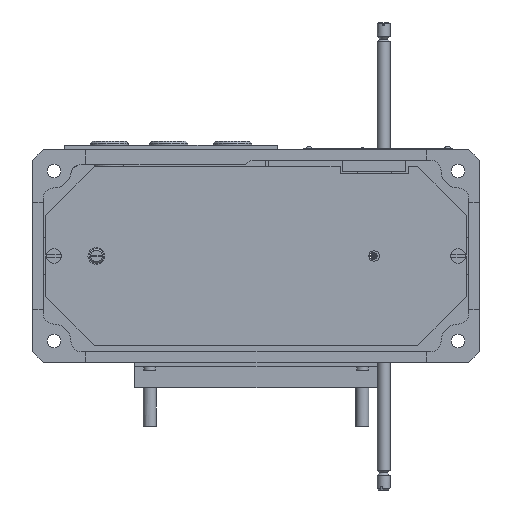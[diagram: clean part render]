
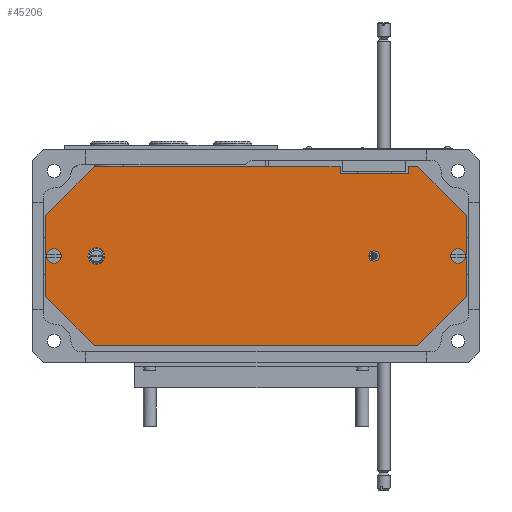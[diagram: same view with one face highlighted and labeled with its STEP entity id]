
A CAD part, front view. The second image highlights one B-rep face of the part: STEP entity #45206.
In plain terms, the highlighted planar face has unit normal (0, -1, 0).
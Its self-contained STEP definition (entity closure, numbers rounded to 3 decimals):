
#10 = FACE_BOUND ( 'NONE', #64592, .T. ) ;
#866 = ORIENTED_EDGE ( 'NONE', *, *, #45440, .T. ) ;
#936 = DIRECTION ( 'NONE',  ( 1., 0., 0. ) ) ;
#1185 = ORIENTED_EDGE ( 'NONE', *, *, #52723, .T. ) ;
#2388 = VERTEX_POINT ( 'NONE', #29238 ) ;
#2412 = LINE ( 'NONE', #52309, #6784 ) ;
#2775 = ORIENTED_EDGE ( 'NONE', *, *, #68053, .F. ) ;
#3136 = DIRECTION ( 'NONE',  ( 0., 1., 0. ) ) ;
#3143 = ORIENTED_EDGE ( 'NONE', *, *, #12050, .T. ) ;
#4121 = LINE ( 'NONE', #16847, #4747 ) ;
#4747 = VECTOR ( 'NONE', #67833, 1000. ) ;
#5146 = CARTESIAN_POINT ( 'NONE',  ( 105., 3., -118. ) ) ;
#5243 = VERTEX_POINT ( 'NONE', #14579 ) ;
#5428 = ORIENTED_EDGE ( 'NONE', *, *, #8644, .F. ) ;
#5507 = FACE_BOUND ( 'NONE', #39939, .T. ) ;
#5739 = CARTESIAN_POINT ( 'NONE',  ( 30., 3., 4. ) ) ;
#6251 = VERTEX_POINT ( 'NONE', #40392 ) ;
#6344 = LINE ( 'NONE', #50010, #67700 ) ;
#6432 = CARTESIAN_POINT ( 'NONE',  ( 6., 3., -19. ) ) ;
#6784 = VECTOR ( 'NONE', #68109, 1000. ) ;
#6961 = CIRCLE ( 'NONE', #30481, 2.5 ) ;
#7945 = CARTESIAN_POINT ( 'NONE',  ( 176.5, 3., 38.6 ) ) ;
#8644 = EDGE_CURVE ( 'NONE', #5243, #32088, #51264, .T. ) ;
#9125 = DIRECTION ( 'NONE',  ( 0., 1., 0. ) ) ;
#9129 = ORIENTED_EDGE ( 'NONE', *, *, #48403, .F. ) ;
#10040 = LINE ( 'NONE', #64361, #64043 ) ;
#10133 = DIRECTION ( 'NONE',  ( 0., 0., 1. ) ) ;
#10317 = FACE_OUTER_BOUND ( 'NONE', #23553, .T. ) ;
#10780 = CARTESIAN_POINT ( 'NONE',  ( 204., 3., 19. ) ) ;
#11302 = ORIENTED_EDGE ( 'NONE', *, *, #37919, .T. ) ;
#12050 = EDGE_CURVE ( 'NONE', #19508, #19508, #66339, .T. ) ;
#13772 = EDGE_CURVE ( 'NONE', #6251, #42281, #2412, .T. ) ;
#13780 = DIRECTION ( 'NONE',  ( 0., 0., 1. ) ) ;
#14579 = CARTESIAN_POINT ( 'NONE',  ( 144.5, 3., 38.6 ) ) ;
#16847 = CARTESIAN_POINT ( 'NONE',  ( 144.5, 3., 42. ) ) ;
#17761 = ORIENTED_EDGE ( 'NONE', *, *, #25361, .F. ) ;
#18593 = CARTESIAN_POINT ( 'NONE',  ( 200., 3., 0. ) ) ;
#18890 = ORIENTED_EDGE ( 'NONE', *, *, #68780, .F. ) ;
#18949 = CARTESIAN_POINT ( 'NONE',  ( 176.5, 3., 42. ) ) ;
#19508 = VERTEX_POINT ( 'NONE', #48136 ) ;
#19767 = CARTESIAN_POINT ( 'NONE',  ( 6., 3., -19. ) ) ;
#20646 = VERTEX_POINT ( 'NONE', #32592 ) ;
#21166 = CARTESIAN_POINT ( 'NONE',  ( 10., 3., 0. ) ) ;
#21368 = VECTOR ( 'NONE', #47148, 1000. ) ;
#21614 = CARTESIAN_POINT ( 'NONE',  ( 176.5, 3., 38.6 ) ) ;
#21674 = FACE_BOUND ( 'NONE', #23631, .T. ) ;
#22275 = VERTEX_POINT ( 'NONE', #5739 ) ;
#23553 = EDGE_LOOP ( 'NONE', ( #18890, #17761, #52242, #45559, #70906, #29348, #2775, #5428, #48144, #41405, #54871, #9129 ) ) ;
#23631 = EDGE_LOOP ( 'NONE', ( #11302 ) ) ;
#24358 = VECTOR ( 'NONE', #66234, 1000. ) ;
#25361 = EDGE_CURVE ( 'NONE', #42281, #20646, #51868, .T. ) ;
#26725 = LINE ( 'NONE', #19767, #61851 ) ;
#28129 = DIRECTION ( 'NONE',  ( 0., 1., 0. ) ) ;
#29238 = CARTESIAN_POINT ( 'NONE',  ( 160.5, 3., 2.5 ) ) ;
#29348 = ORIENTED_EDGE ( 'NONE', *, *, #72457, .F. ) ;
#30481 = AXIS2_PLACEMENT_3D ( 'NONE', #42932, #9125, #70033 ) ;
#31905 = VERTEX_POINT ( 'NONE', #39737 ) ;
#32088 = VERTEX_POINT ( 'NONE', #7945 ) ;
#32111 = EDGE_LOOP ( 'NONE', ( #1185 ) ) ;
#32592 = CARTESIAN_POINT ( 'NONE',  ( 29., 3., -42. ) ) ;
#32726 = PLANE ( 'NONE',  #66664 ) ;
#34058 = DIRECTION ( 'NONE',  ( 1., 0., 0. ) ) ;
#34407 = VERTEX_POINT ( 'NONE', #10780 ) ;
#34418 = CARTESIAN_POINT ( 'NONE',  ( 144.5, 3., 38.6 ) ) ;
#35060 = AXIS2_PLACEMENT_3D ( 'NONE', #18593, #3136, #13780 ) ;
#37919 = EDGE_CURVE ( 'NONE', #22275, #22275, #67070, .T. ) ;
#38092 = EDGE_CURVE ( 'NONE', #63350, #31905, #57839, .T. ) ;
#39187 = CARTESIAN_POINT ( 'NONE',  ( 181., 3., 42. ) ) ;
#39737 = CARTESIAN_POINT ( 'NONE',  ( 144.5, 3., 42. ) ) ;
#39939 = EDGE_LOOP ( 'NONE', ( #866 ) ) ;
#40392 = CARTESIAN_POINT ( 'NONE',  ( 204., 3., -19. ) ) ;
#41405 = ORIENTED_EDGE ( 'NONE', *, *, #38092, .F. ) ;
#42281 = VERTEX_POINT ( 'NONE', #69398 ) ;
#42733 = EDGE_CURVE ( 'NONE', #58527, #34407, #43205, .T. ) ;
#42932 = CARTESIAN_POINT ( 'NONE',  ( 160.5, 3., 0. ) ) ;
#43205 = LINE ( 'NONE', #49730, #24358 ) ;
#43574 = DIRECTION ( 'NONE',  ( 0., 1., 0. ) ) ;
#43646 = LINE ( 'NONE', #53520, #60438 ) ;
#43836 = DIRECTION ( 'NONE',  ( 0., 0., -1. ) ) ;
#44649 = LINE ( 'NONE', #51204, #59533 ) ;
#45152 = VECTOR ( 'NONE', #34058, 1000. ) ;
#45206 = ADVANCED_FACE ( 'NONE', ( #50270, #10, #10317, #21674, #5507 ), #32726, .T. ) ;
#45440 = EDGE_CURVE ( 'NONE', #2388, #2388, #6961, .T. ) ;
#45559 = ORIENTED_EDGE ( 'NONE', *, *, #66580, .F. ) ;
#46360 = CARTESIAN_POINT ( 'NONE',  ( 29., 3., -42. ) ) ;
#46757 = EDGE_CURVE ( 'NONE', #31905, #5243, #4121, .T. ) ;
#47148 = DIRECTION ( 'NONE',  ( 1., 0., 0. ) ) ;
#48136 = CARTESIAN_POINT ( 'NONE',  ( 10., 3., 2.15 ) ) ;
#48144 = ORIENTED_EDGE ( 'NONE', *, *, #46757, .F. ) ;
#48403 = EDGE_CURVE ( 'NONE', #70130, #50530, #26725, .T. ) ;
#49730 = CARTESIAN_POINT ( 'NONE',  ( 181., 3., 42. ) ) ;
#49841 = DIRECTION ( 'NONE',  ( 0., 0., 1. ) ) ;
#50010 = CARTESIAN_POINT ( 'NONE',  ( 204., 3., -19. ) ) ;
#50270 = FACE_BOUND ( 'NONE', #32111, .T. ) ;
#50474 = DIRECTION ( 'NONE',  ( 0., 0., 1. ) ) ;
#50530 = VERTEX_POINT ( 'NONE', #69758 ) ;
#51204 = CARTESIAN_POINT ( 'NONE',  ( 176.5, 3., 42. ) ) ;
#51264 = LINE ( 'NONE', #34418, #45152 ) ;
#51868 = LINE ( 'NONE', #46360, #58050 ) ;
#52242 = ORIENTED_EDGE ( 'NONE', *, *, #13772, .F. ) ;
#52309 = CARTESIAN_POINT ( 'NONE',  ( 181., 3., -42. ) ) ;
#52723 = EDGE_CURVE ( 'NONE', #54873, #54873, #64298, .T. ) ;
#52727 = VERTEX_POINT ( 'NONE', #18949 ) ;
#53016 = CARTESIAN_POINT ( 'NONE',  ( 29., 3., 42. ) ) ;
#53520 = CARTESIAN_POINT ( 'NONE',  ( 6., 3., -19. ) ) ;
#54163 = AXIS2_PLACEMENT_3D ( 'NONE', #60442, #28129, #50474 ) ;
#54871 = ORIENTED_EDGE ( 'NONE', *, *, #70304, .F. ) ;
#54873 = VERTEX_POINT ( 'NONE', #65490 ) ;
#56566 = DIRECTION ( 'NONE',  ( 0., 0., -1. ) ) ;
#57110 = CARTESIAN_POINT ( 'NONE',  ( 29., 3., 42. ) ) ;
#57839 = LINE ( 'NONE', #57110, #21368 ) ;
#58050 = VECTOR ( 'NONE', #72235, 1000. ) ;
#58527 = VERTEX_POINT ( 'NONE', #39187 ) ;
#58920 = DIRECTION ( 'NONE',  ( 0.707, 0., 0.707 ) ) ;
#59533 = VECTOR ( 'NONE', #936, 1000. ) ;
#60438 = VECTOR ( 'NONE', #65629, 1000. ) ;
#60442 = CARTESIAN_POINT ( 'NONE',  ( 30., 3., 0. ) ) ;
#60590 = DIRECTION ( 'NONE',  ( 0., -1., 0. ) ) ;
#61711 = AXIS2_PLACEMENT_3D ( 'NONE', #21166, #43574, #10133 ) ;
#61851 = VECTOR ( 'NONE', #65231, 1000. ) ;
#63350 = VERTEX_POINT ( 'NONE', #53016 ) ;
#64043 = VECTOR ( 'NONE', #58920, 1000. ) ;
#64298 = CIRCLE ( 'NONE', #35060, 2.15 ) ;
#64361 = CARTESIAN_POINT ( 'NONE',  ( 6., 3., 19. ) ) ;
#64592 = EDGE_LOOP ( 'NONE', ( #3143 ) ) ;
#65231 = DIRECTION ( 'NONE',  ( 0., 0., 1. ) ) ;
#65490 = CARTESIAN_POINT ( 'NONE',  ( 200., 3., 2.15 ) ) ;
#65629 = DIRECTION ( 'NONE',  ( -0.707, 0., 0.707 ) ) ;
#66234 = DIRECTION ( 'NONE',  ( 0.707, 0., -0.707 ) ) ;
#66339 = CIRCLE ( 'NONE', #61711, 2.15 ) ;
#66580 = EDGE_CURVE ( 'NONE', #34407, #6251, #6344, .T. ) ;
#66664 = AXIS2_PLACEMENT_3D ( 'NONE', #5146, #60590, #56566 ) ;
#67070 = CIRCLE ( 'NONE', #54163, 4. ) ;
#67700 = VECTOR ( 'NONE', #43836, 1000. ) ;
#67833 = DIRECTION ( 'NONE',  ( 0., 0., -1. ) ) ;
#68053 = EDGE_CURVE ( 'NONE', #32088, #52727, #71846, .T. ) ;
#68109 = DIRECTION ( 'NONE',  ( -0.707, 0., -0.707 ) ) ;
#68780 = EDGE_CURVE ( 'NONE', #20646, #70130, #43646, .T. ) ;
#69398 = CARTESIAN_POINT ( 'NONE',  ( 181., 3., -42. ) ) ;
#69758 = CARTESIAN_POINT ( 'NONE',  ( 6., 3., 19. ) ) ;
#70033 = DIRECTION ( 'NONE',  ( 0., 0., 1. ) ) ;
#70130 = VERTEX_POINT ( 'NONE', #6432 ) ;
#70304 = EDGE_CURVE ( 'NONE', #50530, #63350, #10040, .T. ) ;
#70906 = ORIENTED_EDGE ( 'NONE', *, *, #42733, .F. ) ;
#71846 = LINE ( 'NONE', #21614, #72047 ) ;
#72047 = VECTOR ( 'NONE', #49841, 1000. ) ;
#72235 = DIRECTION ( 'NONE',  ( -1., 0., 0. ) ) ;
#72457 = EDGE_CURVE ( 'NONE', #52727, #58527, #44649, .T. ) ;
